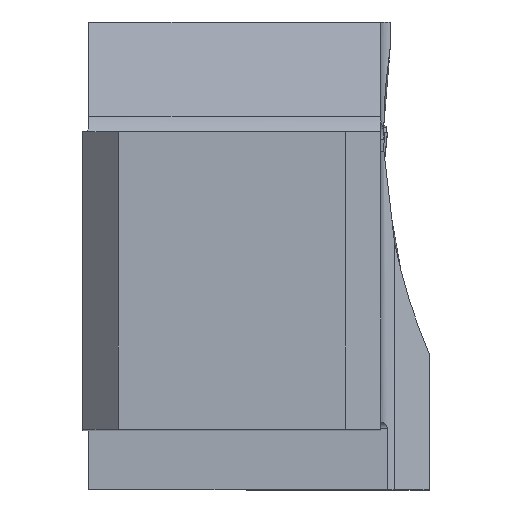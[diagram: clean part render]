
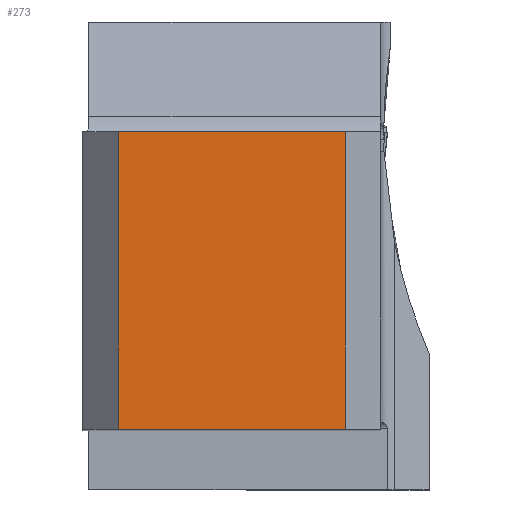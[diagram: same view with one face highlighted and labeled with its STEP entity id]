
A CAD part, top view. The second image highlights one B-rep face of the part: STEP entity #273.
In plain terms, the highlighted planar face has unit normal (0, 0, 1).
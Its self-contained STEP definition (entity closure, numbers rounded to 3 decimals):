
#273=ADVANCED_FACE('CU_BACK_SU1',(#451),#384,.F.);
#384=PLANE('',#2333);
#451=FACE_OUTER_BOUND('',#571,.T.);
#571=EDGE_LOOP('',(#897,#898,#899,#900));
#897=ORIENTED_EDGE('',*,*,#1699,.F.);
#898=ORIENTED_EDGE('',*,*,#1659,.F.);
#899=ORIENTED_EDGE('',*,*,#1700,.T.);
#900=ORIENTED_EDGE('',*,*,#1695,.T.);
#1443=VERTEX_POINT('',#3200);
#1444=VERTEX_POINT('',#3202);
#1463=VERTEX_POINT('',#3307);
#1464=VERTEX_POINT('',#3309);
#1659=EDGE_CURVE('',#1443,#1444,#1944,.T.);
#1695=EDGE_CURVE('',#1464,#1463,#1967,.T.);
#1699=EDGE_CURVE('',#1444,#1463,#1970,.T.);
#1700=EDGE_CURVE('',#1443,#1464,#1971,.T.);
#1944=LINE('',#3201,#2104);
#1967=LINE('',#3308,#2127);
#1970=LINE('',#3315,#2130);
#1971=LINE('',#3316,#2131);
#2104=VECTOR('',#2561,1.);
#2127=VECTOR('',#2624,1.);
#2130=VECTOR('',#2631,1.);
#2131=VECTOR('',#2632,1.);
#2333=AXIS2_PLACEMENT_3D('',#3317,#2633,#2634);
#2561=DIRECTION('',(1.,0.,0.));
#2624=DIRECTION('',(1.,0.,0.));
#2631=DIRECTION('',(0.,-1.,0.));
#2632=DIRECTION('',(0.,-1.,0.));
#2633=DIRECTION('',(0.,0.,-1.));
#2634=DIRECTION('',(1.,0.,0.));
#3200=CARTESIAN_POINT('',(3.,25.325,0.));
#3201=CARTESIAN_POINT('',(110.,25.325,0.));
#3202=CARTESIAN_POINT('',(22.325,25.325,0.));
#3307=CARTESIAN_POINT('',(22.325,0.,0.));
#3308=CARTESIAN_POINT('',(110.,0.,0.));
#3309=CARTESIAN_POINT('',(3.,0.,0.));
#3315=CARTESIAN_POINT('',(22.325,0.,0.));
#3316=CARTESIAN_POINT('',(3.,0.,0.));
#3317=CARTESIAN_POINT('',(-23.266,45.325,0.));
